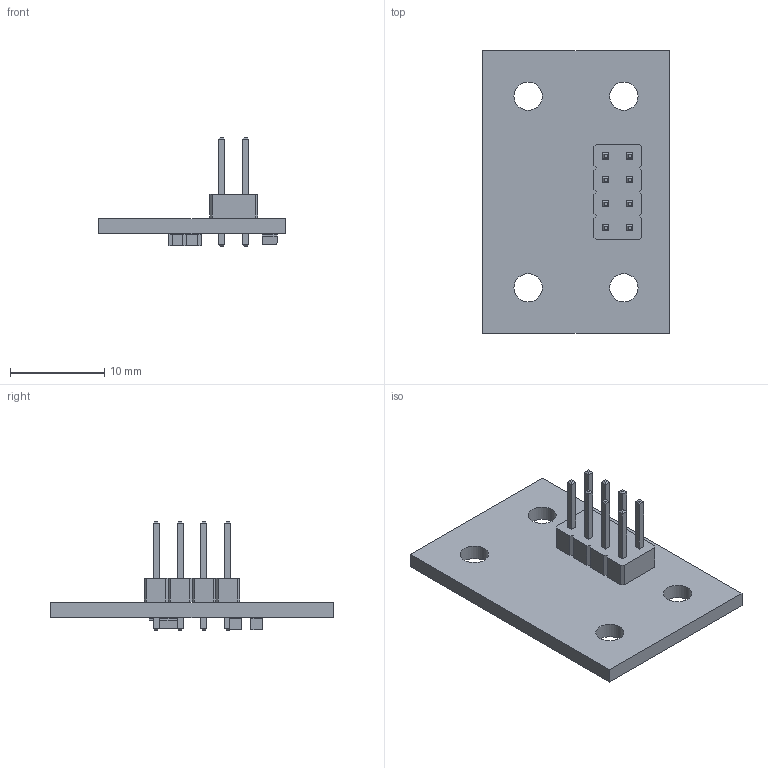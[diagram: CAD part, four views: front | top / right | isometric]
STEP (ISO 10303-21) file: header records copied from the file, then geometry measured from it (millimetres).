
FILE_DESCRIPTION(('KiCad electronic assembly'),'2;1');
FILE_NAME('FRAM01.step','2023-09-07T09:29:02',('Pcbnew'),('Kicad'), 'Open CASCADE STEP processor 7.6','KiCad to STEP converter','Unknown' );
FILE_SCHEMA(('AUTOMOTIVE_DESIGN { 1 0 10303 214 1 1 1 1 }'));
Length unit declared in the file: millimetre
Products named in the file (8): FRAM01 1; PinHeader_2x04_P2.54mm_Vertical; SOLID; D_SOD-123F; C_0805_2012Metric; tmpxiy14seh PCB
Assembly tree (8 placements, depth 3):
  FRAM01 1
    PinHeader_2x04_P2.54mm_Vertical
      SOLID
    D_SOD-123F
      SOLID
    C_0805_2012Metric  x2
      SOLID
    tmpxiy14seh PCB
Bounding box: 19.81 x 29.97 x 11.54 mm (x, y, z)
Volume: 1066 mm3; surface area: 1781.9 mm2
Topology: 5 solids, 5 shells, 273 faces, 650 edges, 408 vertices
Faces by surface type: plane 227, cylinder 36, bspline 10
Full cylindrical faces by diameter (mm): 0.889 x8, 3 x4
Entity records: 16250 total; most frequent: CARTESIAN_POINT 2648, DIRECTION 2204, LINE 1608, VECTOR 1608, ORIENTED_EDGE 1156, PCURVE 1156, DEFINITIONAL_REPRESENTATION 1156, EDGE_CURVE 578
